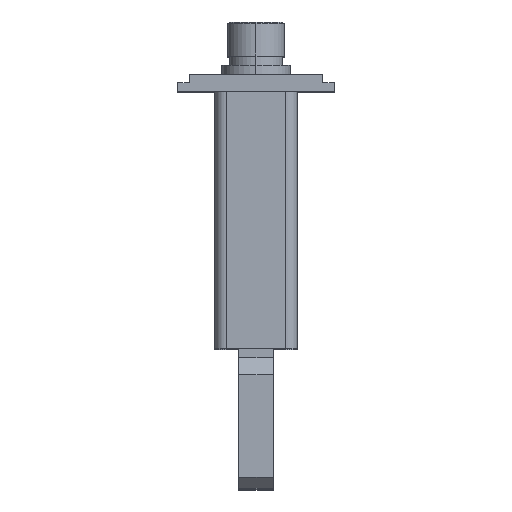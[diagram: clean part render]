
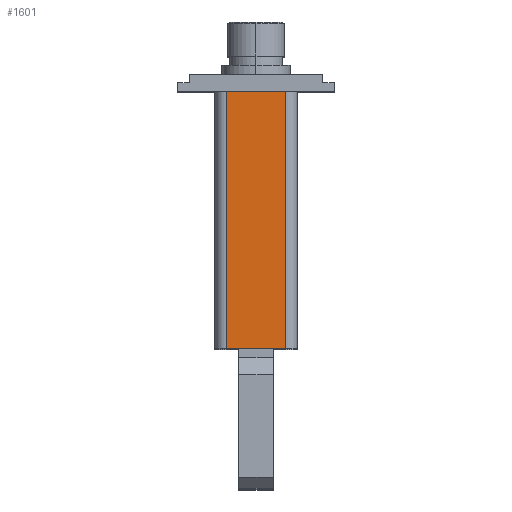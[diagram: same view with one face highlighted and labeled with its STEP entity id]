
A CAD part, top view. The second image highlights one B-rep face of the part: STEP entity #1601.
In plain terms, the highlighted planar face has unit normal (0, 0, 1).
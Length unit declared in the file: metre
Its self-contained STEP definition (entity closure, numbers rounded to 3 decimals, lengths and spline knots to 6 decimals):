
#1287=DIRECTION('',(0.,-1.,0.));
#1288=VECTOR('',#1287,0.0453);
#1289=CARTESIAN_POINT('',(0.01255,0.0149,-0.004009));
#1290=LINE('',#1289,#1288);
#1295=DIRECTION('',(-1.,0.,0.));
#1296=VECTOR('',#1295,0.0105);
#1297=CARTESIAN_POINT('',(0.02305,-0.0304,-0.004009));
#1298=LINE('',#1297,#1296);
#1299=DIRECTION('',(1.,0.,0.));
#1300=VECTOR('',#1299,0.0105);
#1301=CARTESIAN_POINT('',(0.01255,0.0149,-0.004009));
#1302=LINE('',#1301,#1300);
#1307=DIRECTION('',(0.,1.,0.));
#1308=VECTOR('',#1307,0.0453);
#1309=CARTESIAN_POINT('',(0.02305,-0.0304,-0.004009));
#1310=LINE('',#1309,#1308);
#1449=CARTESIAN_POINT('',(0.02305,0.0149,-0.004009));
#1450=VERTEX_POINT('',#1449);
#1451=CARTESIAN_POINT('',(0.01255,0.0149,-0.004009));
#1452=VERTEX_POINT('',#1451);
#1493=CARTESIAN_POINT('',(0.01255,-0.0304,-0.004009));
#1494=VERTEX_POINT('',#1493);
#1495=CARTESIAN_POINT('',(0.02305,-0.0304,-0.004009));
#1496=VERTEX_POINT('',#1495);
#1588=CARTESIAN_POINT('',(0.02505,0.0149,-0.004009));
#1589=DIRECTION('',(0.,0.,1.));
#1590=DIRECTION('',(-1.,0.,0.));
#1591=AXIS2_PLACEMENT_3D('',#1588,#1589,#1590);
#1592=PLANE('',#1591);
#1594=ORIENTED_EDGE('',*,*,#1593,.F.);
#1596=ORIENTED_EDGE('',*,*,#1595,.T.);
#1597=ORIENTED_EDGE('',*,*,#1580,.F.);
#1598=ORIENTED_EDGE('',*,*,#1518,.T.);
#1599=EDGE_LOOP('',(#1594,#1596,#1597,#1598));
#1600=FACE_OUTER_BOUND('',#1599,.F.);
#1601=ADVANCED_FACE('',(#1600),#1592,.T.);
#1518=EDGE_CURVE('',#1452,#1450,#1302,.T.);
#1580=EDGE_CURVE('',#1452,#1494,#1290,.T.);
#1593=EDGE_CURVE('',#1496,#1450,#1310,.T.);
#1595=EDGE_CURVE('',#1496,#1494,#1298,.T.);
